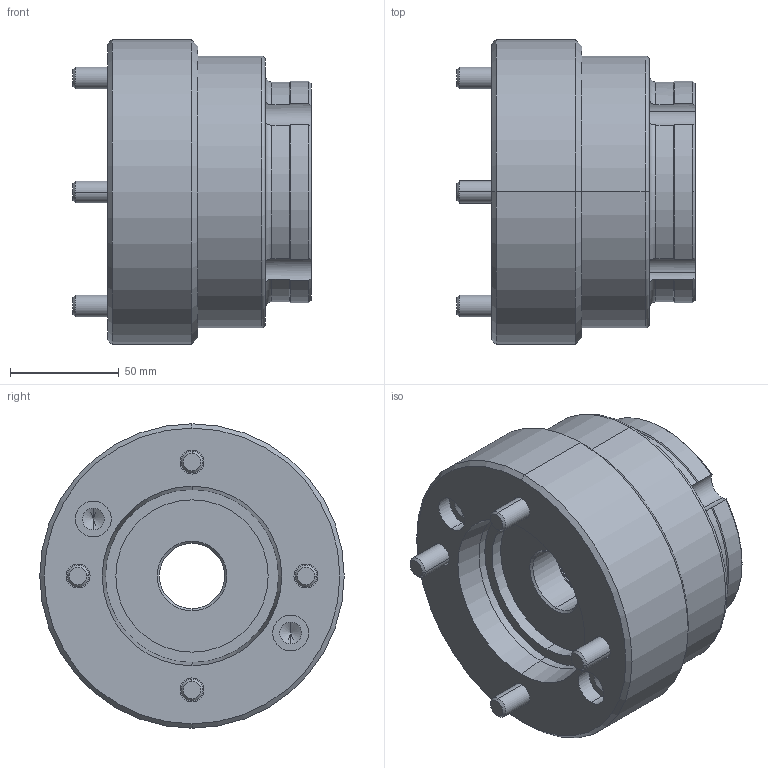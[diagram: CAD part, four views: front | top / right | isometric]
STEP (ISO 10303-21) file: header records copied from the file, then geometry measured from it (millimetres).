
FILE_DESCRIPTION (( 'STEP AP203' ), '1' );
FILE_NAME ('CF-CB-52A5.STEP', '2020-10-30T03:28:03', ( '' ), ( '' ), 'SwSTEP 2.0', 'SolidWorks 2016', '' );
FILE_SCHEMA (( 'CONFIG_CONTROL_DESIGN' ));
Length unit declared in the file: millimetre
Products named in the file (6): 圓頭內六角螺栓_M8x40; 圓頭內六角螺栓_M10x30; CF-CB-52A5; CF-CB-52-01000; CF-CB-52A5-01000; CF-CB-52-02000
Assembly tree (11 placements, depth 2):
  CF-CB-52A5
    CF-CB-52-01000
    CF-CB-52A5-01000
    CF-CB-52-02000
    圓頭內六角螺栓_M8x40  x4
    圓頭內六角螺栓_M10x30  x4
Bounding box: 109.5 x 140 x 140 mm (x, y, z)
Volume: 844854.8 mm3; surface area: 153453 mm2
Topology: 11 solids, 11 shells, 371 faces, 854 edges, 513 vertices
Faces by surface type: plane 145, cylinder 116, cone 97, torus 13
Entity records: 7395 total; most frequent: CARTESIAN_POINT 1379, DIRECTION 1214, ORIENTED_EDGE 1004, AXIS2_PLACEMENT_3D 507, EDGE_CURVE 502, VERTEX_POINT 315, CIRCLE 272, EDGE_LOOP 269
